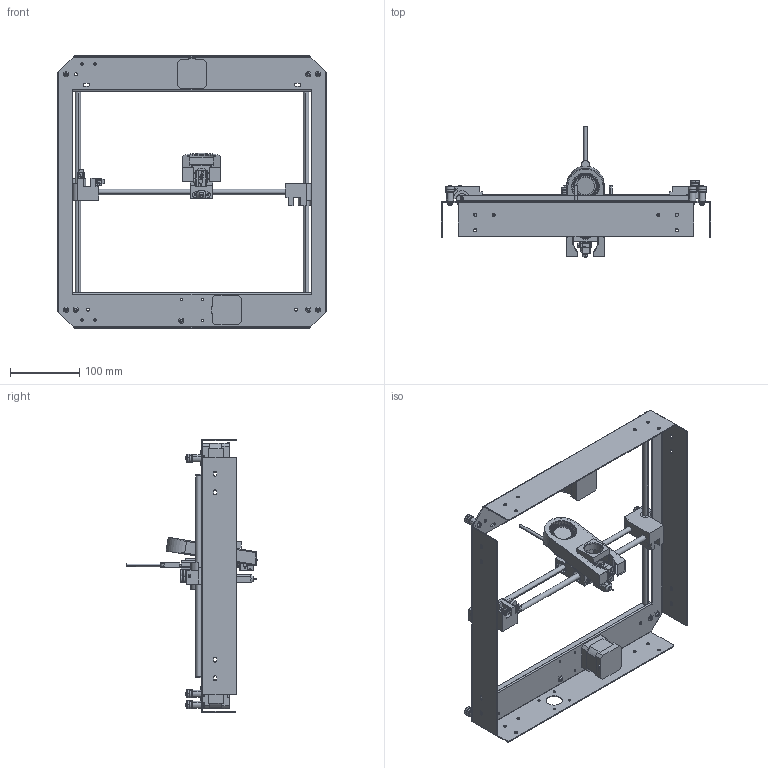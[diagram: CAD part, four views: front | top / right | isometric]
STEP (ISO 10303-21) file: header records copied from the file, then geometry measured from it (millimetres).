
FILE_DESCRIPTION (( 'STEP AP214' ), '1' );
FILE_NAME ('Bort Hot End, Assy, Vertical Rails.STEP', '2024-09-11T23:34:26', ( '' ), ( '' ), 'SwSTEP 2.0', 'SolidWorks 2022', '' );
FILE_SCHEMA (( 'AUTOMOTIVE_DESIGN' ));
Length unit declared in the file: millimetre
Products named in the file (32): e3dv6 heater block; Gantry Holder, Vert Rod; linear rod; Bort Hot End, Assy, Vertical Rails; M4 PULLEY ASSEMBLY_Long double; Endstop_Opto_TCST2103_Défaut; filament; Bort Hot End, Vert Rods; TCST2103^Endstop_Opto_TCST2103_Défaut; Lm8uu Bearing; PCB^Endstop_Opto_TCST2103_Défaut; heater core; M4 Screw_M4X25mm; e3dv6 heatsink; Blower fan 50mm; BLTouch Smart; e3d .40mm nozzle; 12 x 4 x 4 bearing; Micro HDMI Breakout board; e3d .40mm nozzle_Volcano; E3d Volcano block; 30x30 fan; 4mm dowel; Fan shroud, Bortbot, vert; PULLEY SPACER 1_Long - double; 2mm dowel; Connector^Endstop_Opto_TCST2103_Défaut; XY-frame; STEPPER; Gantry Holder, vert, assy; steel heat break; e3dv6 standin_Volcano
Assembly tree (57 placements, depth 3):
  Bort Hot End, Assy, Vertical Rails
    e3dv6 standin_Volcano
      e3dv6 heatsink
      e3dv6 heater block
      e3d .40mm nozzle
      steel heat break
      heater core  x2
      filament
      E3d Volcano block
      e3d .40mm nozzle_Volcano
    linear rod  x4
    XY-frame
    Bort Hot End, Vert Rods
    Gantry Holder, vert, assy
      Gantry Holder, Vert Rod
      12 x 4 x 4 bearing  x4
      4mm dowel  x2
    M4 PULLEY ASSEMBLY_Long double  x8
      M4 Screw_M4X25mm
      PULLEY SPACER 1_Long - double
      12 x 4 x 4 bearing
    BLTouch Smart
    Micro HDMI Breakout board
    Gantry Holder, Vert Rod
    Lm8uu Bearing  x4
    Endstop_Opto_TCST2103_Défaut  x2
      TCST2103^Endstop_Opto_TCST2103_Défaut
      PCB^Endstop_Opto_TCST2103_Défaut
      Connector^Endstop_Opto_TCST2103_Défaut
    STEPPER  x2
    30x30 fan
    2mm dowel  x4
    Blower fan 50mm
    Fan shroud, Bortbot, vert
Bounding box: 389.8 x 190.61 x 393.8 mm (x, y, z)
Volume: 593780.5 mm3; surface area: 443517.4 mm2
Topology: 77 solids, 77 shells, 2185 faces, 5415 edges, 3425 vertices
Faces by surface type: cylinder 985, plane 903, cone 263, torus 18, bspline 16
Entity records: 48257 total; most frequent: CARTESIAN_POINT 9070, DIRECTION 8214, ORIENTED_EDGE 7444, EDGE_CURVE 3722, AXIS2_PLACEMENT_3D 3099, VERTEX_POINT 2393, LINE 2016, VECTOR 2016
